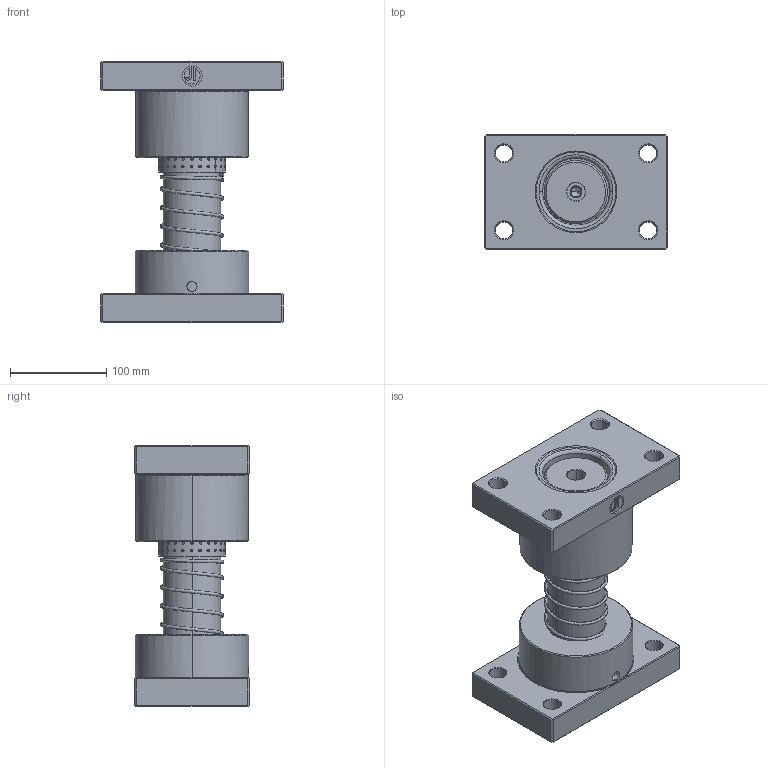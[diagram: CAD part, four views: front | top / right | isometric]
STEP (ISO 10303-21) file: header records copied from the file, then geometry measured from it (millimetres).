
FILE_DESCRIPTION (( 'STEP AP214' ), '1' );
FILE_NAME ('HYJK-D60-L200.STEP', '2021-09-24T00:27:15', ( 'User' ), ( 'china' ), 'SwSTEP 2.0', 'SolidWorks 2016', '' );
FILE_SCHEMA (( 'AUTOMOTIVE_DESIGN' ));
Length unit declared in the file: millimetre
Products named in the file (9): MGH-D60; MGMK-D60-L200; HYJK-D60-L200; HYAK嘐隅結輸-PD60; HWP-D66.9-60.5-L90; BJ-69.5-60.5-L100; SAB-D60; SAB-D60傍杶
Assembly tree (8 placements, depth 3):
  HYJK-D60-L200
    MGMK-D60-L200
    MGH-D60
    SAB-D60
      SAB-D60
      SAB-D60傍杶
    BJ-69.5-60.5-L100
    HWP-D66.9-60.5-L90
    HYAK嘐隅結輸-PD60
Bounding box: 190 x 120 x 271.7 mm (x, y, z)
Volume: 2773291 mm3; surface area: 370528.3 mm2
Topology: 7 solids, 7 shells, 1279 faces, 2640 edges, 1895 vertices
Faces by surface type: sphere 1056, plane 80, cone 64, cylinder 60, torus 11, bspline 8
Entity records: 69332 total; most frequent: CARTESIAN_POINT 30520, DIRECTION 5364, ORIENTED_EDGE 5276, EDGE_CURVE 2638, AXIS2_PLACEMENT_3D 2543, VERTEX_POINT 1895, EDGE_LOOP 1829, FACE_OUTER_BOUND 1279
